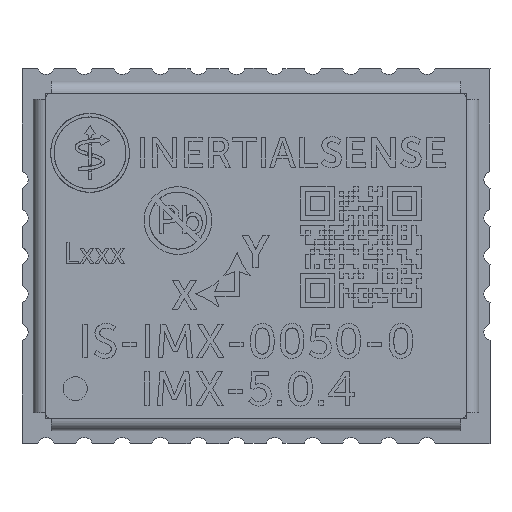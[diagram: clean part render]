
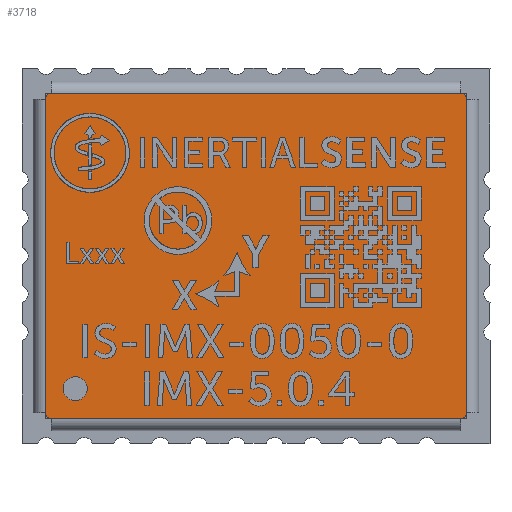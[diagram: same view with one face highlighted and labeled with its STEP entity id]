
A CAD part, top view. The second image highlights one B-rep face of the part: STEP entity #3718.
In plain terms, the highlighted planar face has unit normal (0, 0, 1).
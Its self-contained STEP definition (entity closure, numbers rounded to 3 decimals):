
#2693 = VERTEX_POINT('',#2694);
#2694 = CARTESIAN_POINT('',(-5.437,6.84,1.6));
#2780 = VERTEX_POINT('',#2781);
#2781 = CARTESIAN_POINT('',(-5.237,7.04,1.6));
#2856 = VERTEX_POINT('',#2857);
#2857 = CARTESIAN_POINT('',(5.213,7.04,1.6));
#2945 = VERTEX_POINT('',#2946);
#2946 = CARTESIAN_POINT('',(5.413,6.84,1.6));
#3023 = VERTEX_POINT('',#3024);
#3024 = CARTESIAN_POINT('',(-5.237,-7.01,1.6));
#3110 = VERTEX_POINT('',#3111);
#3111 = CARTESIAN_POINT('',(-5.437,-6.81,1.6));
#3188 = VERTEX_POINT('',#3189);
#3189 = CARTESIAN_POINT('',(5.413,-6.81,1.6));
#3275 = VERTEX_POINT('',#3276);
#3276 = CARTESIAN_POINT('',(5.213,-7.01,1.6));
#3485 = VERTEX_POINT('',#3486);
#3486 = CARTESIAN_POINT('',(-4.037,6.04,1.6));
#3502 = EDGE_CURVE('',#3485,#3485,#3503,.T.);
#3503 = CIRCLE('',#3504,0.4);
#3504 = AXIS2_PLACEMENT_3D('',#3505,#3506,#3507);
#3505 = CARTESIAN_POINT('',(-4.437,6.04,1.6));
#3506 = DIRECTION('',(0.,0.,-1.));
#3507 = DIRECTION('',(-1.,0.,0.));
#3525 = EDGE_CURVE('',#2780,#2856,#3526,.T.);
#3526 = LINE('',#3527,#3528);
#3527 = CARTESIAN_POINT('',(2.601,7.04,1.6));
#3528 = VECTOR('',#3529,1.);
#3529 = DIRECTION('',(1.,0.,0.));
#3540 = EDGE_CURVE('',#2693,#2780,#3541,.T.);
#3541 = CIRCLE('',#3542,0.2);
#3542 = AXIS2_PLACEMENT_3D('',#3543,#3544,#3545);
#3543 = CARTESIAN_POINT('',(-5.237,6.84,1.6));
#3544 = DIRECTION('',(0.,0.,-1.));
#3545 = DIRECTION('',(-0.707,0.707,0.));
#3562 = EDGE_CURVE('',#3110,#2693,#3563,.T.);
#3563 = LINE('',#3564,#3565);
#3564 = CARTESIAN_POINT('',(-5.437,3.427,1.6));
#3565 = VECTOR('',#3566,1.);
#3566 = DIRECTION('',(0.,1.,0.));
#3584 = EDGE_CURVE('',#3023,#3110,#3585,.T.);
#3585 = CIRCLE('',#3586,0.2);
#3586 = AXIS2_PLACEMENT_3D('',#3587,#3588,#3589);
#3587 = CARTESIAN_POINT('',(-5.237,-6.81,1.6));
#3588 = DIRECTION('',(0.,0.,-1.));
#3589 = DIRECTION('',(-0.707,-0.707,0.));
#3606 = EDGE_CURVE('',#3275,#3023,#3607,.T.);
#3607 = LINE('',#3608,#3609);
#3608 = CARTESIAN_POINT('',(-2.624,-7.01,1.6));
#3609 = VECTOR('',#3610,1.);
#3610 = DIRECTION('',(-1.,0.,0.));
#3628 = EDGE_CURVE('',#3188,#3275,#3629,.T.);
#3629 = CIRCLE('',#3630,0.2);
#3630 = AXIS2_PLACEMENT_3D('',#3631,#3632,#3633);
#3631 = CARTESIAN_POINT('',(5.213,-6.81,1.6));
#3632 = DIRECTION('',(0.,0.,-1.));
#3633 = DIRECTION('',(0.707,-0.707,0.));
#3650 = EDGE_CURVE('',#2945,#3188,#3651,.T.);
#3651 = LINE('',#3652,#3653);
#3652 = CARTESIAN_POINT('',(5.413,-3.398,1.6));
#3653 = VECTOR('',#3654,1.);
#3654 = DIRECTION('',(0.,-1.,0.));
#3672 = EDGE_CURVE('',#2856,#2945,#3673,.T.);
#3673 = CIRCLE('',#3674,0.2);
#3674 = AXIS2_PLACEMENT_3D('',#3675,#3676,#3677);
#3675 = CARTESIAN_POINT('',(5.213,6.84,1.6));
#3676 = DIRECTION('',(0.,0.,-1.));
#3677 = DIRECTION('',(0.707,0.707,0.));
#3718 = ADVANCED_FACE('',(#3719,#3729),#3732,.T.);
#3719 = FACE_BOUND('',#3720,.T.);
#3720 = EDGE_LOOP('',(#3721,#3722,#3723,#3724,#3725,#3726,#3727,#3728));
#3721 = ORIENTED_EDGE('',*,*,#3525,.F.);
#3722 = ORIENTED_EDGE('',*,*,#3540,.F.);
#3723 = ORIENTED_EDGE('',*,*,#3562,.F.);
#3724 = ORIENTED_EDGE('',*,*,#3584,.F.);
#3725 = ORIENTED_EDGE('',*,*,#3606,.F.);
#3726 = ORIENTED_EDGE('',*,*,#3628,.F.);
#3727 = ORIENTED_EDGE('',*,*,#3650,.F.);
#3728 = ORIENTED_EDGE('',*,*,#3672,.F.);
#3729 = FACE_BOUND('',#3730,.T.);
#3730 = EDGE_LOOP('',(#3731));
#3731 = ORIENTED_EDGE('',*,*,#3502,.T.);
#3732 = PLANE('',#3733);
#3733 = AXIS2_PLACEMENT_3D('',#3734,#3735,#3736);
#3734 = CARTESIAN_POINT('',(-0.012,0.015,1.6
    ));
#3735 = DIRECTION('',(0.,0.,1.));
#3736 = DIRECTION('',(-1.,0.,0.));
